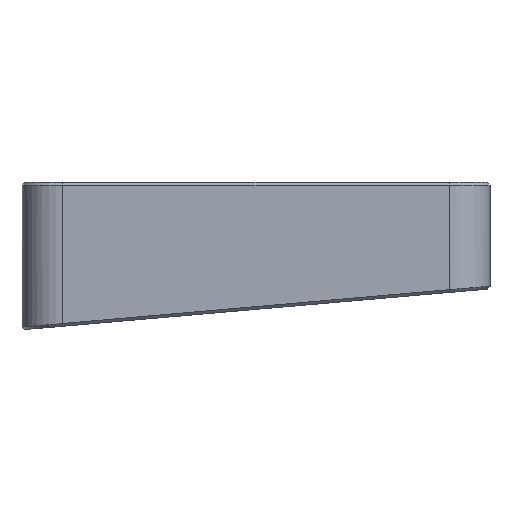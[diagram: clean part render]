
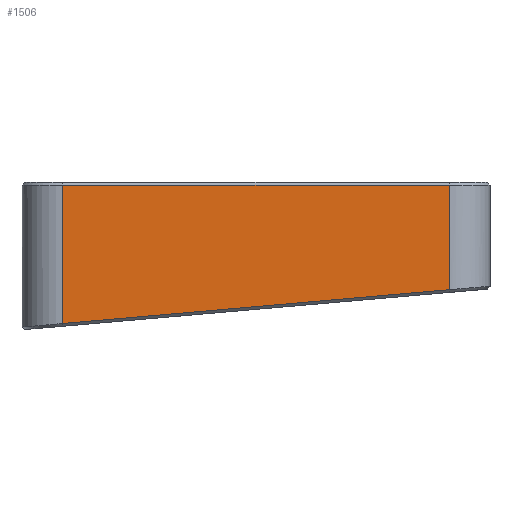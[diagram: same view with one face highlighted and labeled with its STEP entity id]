
A CAD part, left-side view. The second image highlights one B-rep face of the part: STEP entity #1506.
In plain terms, the highlighted planar face has unit normal (-1, 0, 0).
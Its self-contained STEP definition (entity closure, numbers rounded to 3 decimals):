
#157=PLANE('',#1658);
#240=FACE_OUTER_BOUND('',#332,.T.);
#332=EDGE_LOOP('',(#1396,#1397,#1398,#1399,#1400));
#351=B_SPLINE_CURVE_WITH_KNOTS('',3,(#2362,#2363,#2364,#2365),
 .UNSPECIFIED.,.F.,.F.,(4,4),(1.565,1.571),
 .UNSPECIFIED.);
#372=LINE('',#2321,#512);
#381=LINE('',#2398,#521);
#427=LINE('',#2522,#567);
#490=LINE('',#2729,#630);
#512=VECTOR('',#1692,10.);
#521=VECTOR('',#1717,10.);
#567=VECTOR('',#1837,10.);
#630=VECTOR('',#2070,10.);
#633=VERTEX_POINT('',#2106);
#653=VERTEX_POINT('',#2314);
#656=VERTEX_POINT('',#2319);
#668=VERTEX_POINT('',#2397);
#709=VERTEX_POINT('',#2520);
#800=EDGE_CURVE('',#656,#653,#372,.T.);
#803=EDGE_CURVE('',#633,#656,#351,.T.);
#818=EDGE_CURVE('',#653,#668,#381,.T.);
#880=EDGE_CURVE('',#668,#709,#427,.T.);
#982=EDGE_CURVE('',#709,#633,#490,.T.);
#1396=ORIENTED_EDGE('',*,*,#803,.F.);
#1397=ORIENTED_EDGE('',*,*,#982,.F.);
#1398=ORIENTED_EDGE('',*,*,#880,.F.);
#1399=ORIENTED_EDGE('',*,*,#818,.F.);
#1400=ORIENTED_EDGE('',*,*,#800,.F.);
#1506=ADVANCED_FACE('',(#240),#157,.T.);
#1658=AXIS2_PLACEMENT_3D('',#2728,#2068,#2069);
#1692=DIRECTION('',(0.,0.996,-0.087));
#1717=DIRECTION('',(0.,0.,1.));
#1837=DIRECTION('',(0.,-1.,0.));
#2068=DIRECTION('center_axis',(-1.,0.,0.));
#2069=DIRECTION('ref_axis',(0.,-1.,0.));
#2070=DIRECTION('',(0.,0.,-1.));
#2106=CARTESIAN_POINT('',(41.412,-127.913,-7.719));
#2314=CARTESIAN_POINT('',(41.412,-56.763,-13.943));
#2319=CARTESIAN_POINT('',(41.412,-127.869,-7.722));
#2321=CARTESIAN_POINT('',(41.412,-96.881,-10.434));
#2362=CARTESIAN_POINT('Ctrl Pts',(41.412,-127.913,-7.719));
#2363=CARTESIAN_POINT('Ctrl Pts',(41.412,-127.898,-7.72));
#2364=CARTESIAN_POINT('Ctrl Pts',(41.412,-127.884,-7.721));
#2365=CARTESIAN_POINT('Ctrl Pts',(41.412,-127.869,-7.722));
#2397=CARTESIAN_POINT('',(41.412,-56.763,11.548));
#2398=CARTESIAN_POINT('',(41.412,-56.763,4.548));
#2520=CARTESIAN_POINT('',(41.412,-127.913,11.548));
#2522=CARTESIAN_POINT('',(41.412,-74.55,11.548));
#2728=CARTESIAN_POINT('Origin',(41.412,-56.763,4.548));
#2729=CARTESIAN_POINT('',(41.412,-127.913,4.548));
